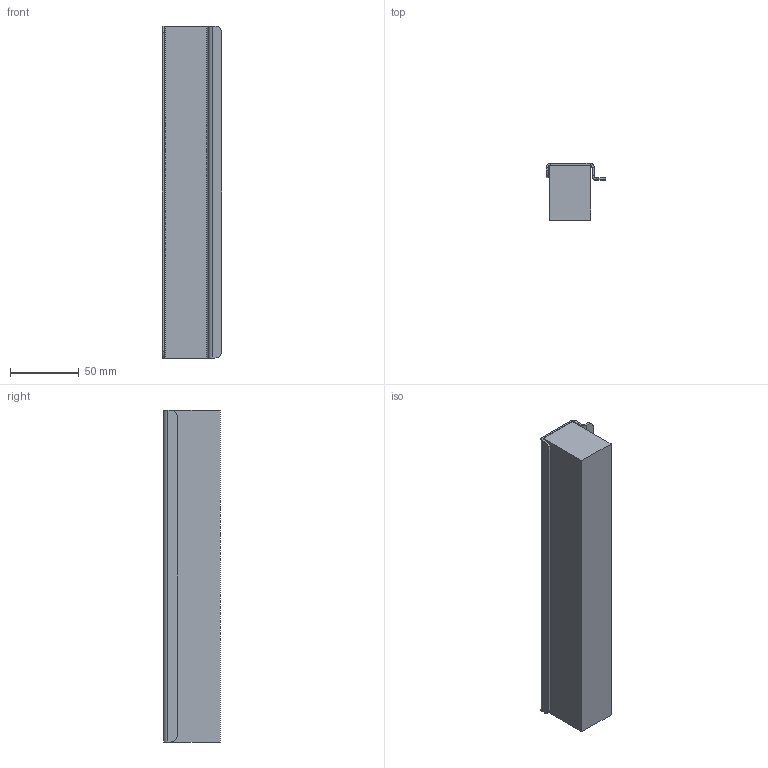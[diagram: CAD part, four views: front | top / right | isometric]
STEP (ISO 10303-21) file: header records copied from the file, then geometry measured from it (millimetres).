
FILE_DESCRIPTION (( 'STEP AP214' ), '1' );
FILE_NAME ('923.500.STEP', '2024-09-18T09:48:57', ( '' ), ( '' ), 'SwSTEP 2.0', 'SolidWorks 2021', '' );
FILE_SCHEMA (( 'AUTOMOTIVE_DESIGN' ));
Length unit declared in the file: millimetre
Products named in the file (3): 923.500; 923.500.002; 923.500.001
Assembly tree (2 placements, depth 2):
  923.500
    923.500.001
    923.500.002
Bounding box: 43.5 x 41.5 x 242 mm (x, y, z)
Volume: 311896.7 mm3; surface area: 65912 mm2
Topology: 2 solids, 2 shells, 46 faces, 102 edges, 60 vertices
Faces by surface type: plane 30, cylinder 16
Entity records: 1368 total; most frequent: DIRECTION 236, CARTESIAN_POINT 213, ORIENTED_EDGE 204, EDGE_CURVE 102, AXIS2_PLACEMENT_3D 83, LINE 70, VECTOR 70, VERTEX_POINT 60
